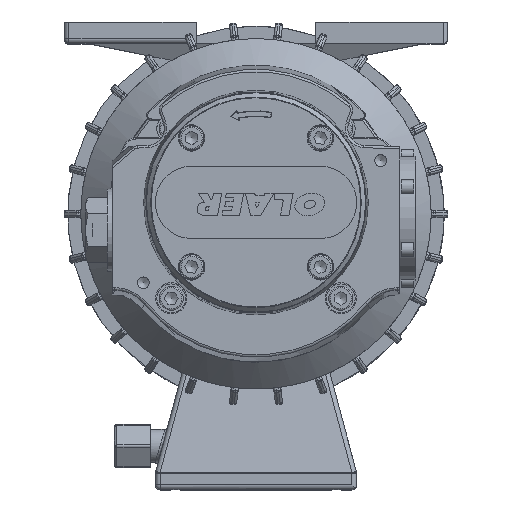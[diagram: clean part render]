
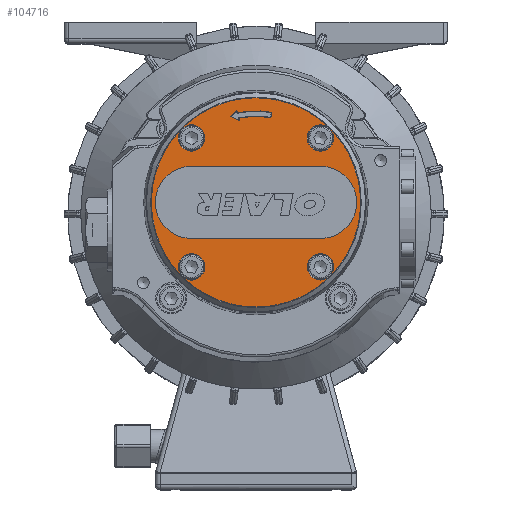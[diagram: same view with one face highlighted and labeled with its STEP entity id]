
A CAD part, top view. The second image highlights one B-rep face of the part: STEP entity #104716.
In plain terms, the highlighted planar face has unit normal (0, 0, 1).
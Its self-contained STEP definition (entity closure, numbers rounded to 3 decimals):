
#3100=PLANE('',#109821);
#4831=CIRCLE('',#109806,38.16);
#4834=CIRCLE('',#109814,35.808);
#4837=CIRCLE('',#109820,43.576);
#4838=CIRCLE('',#109822,15.);
#4839=CIRCLE('',#109823,15.);
#4840=CIRCLE('',#109824,5.5);
#4841=CIRCLE('',#109825,5.5);
#4842=CIRCLE('',#109826,5.5);
#4843=CIRCLE('',#109827,5.5);
#9496=LINE('',#182356,#13959);
#9498=LINE('',#182360,#13961);
#9500=LINE('',#182364,#13963);
#9502=LINE('',#182368,#13965);
#9503=LINE('',#182376,#13966);
#9504=LINE('',#182544,#13967);
#9505=LINE('',#182548,#13968);
#13959=VECTOR('',#122205,1000.);
#13961=VECTOR('',#122209,1000.);
#13963=VECTOR('',#122213,1000.);
#13965=VECTOR('',#122217,1000.);
#13966=VECTOR('',#122228,1000.);
#13967=VECTOR('',#122241,1000.);
#13968=VECTOR('',#122244,1000.);
#28821=ORIENTED_EDGE('',*,*,#44571,.T.);
#28822=ORIENTED_EDGE('',*,*,#44569,.T.);
#28823=ORIENTED_EDGE('',*,*,#44567,.T.);
#28824=ORIENTED_EDGE('',*,*,#44565,.T.);
#28825=ORIENTED_EDGE('',*,*,#44563,.T.);
#28826=ORIENTED_EDGE('',*,*,#44561,.T.);
#28827=ORIENTED_EDGE('',*,*,#44559,.T.);
#28828=ORIENTED_EDGE('',*,*,#44588,.T.);
#28829=ORIENTED_EDGE('',*,*,#44589,.T.);
#28830=ORIENTED_EDGE('',*,*,#44590,.T.);
#28831=ORIENTED_EDGE('',*,*,#44591,.T.);
#28832=ORIENTED_EDGE('',*,*,#44592,.T.);
#28833=ORIENTED_EDGE('',*,*,#44593,.T.);
#28834=ORIENTED_EDGE('',*,*,#44594,.T.);
#28835=ORIENTED_EDGE('',*,*,#44595,.T.);
#28836=ORIENTED_EDGE('',*,*,#44587,.F.);
#44559=EDGE_CURVE('',#53424,#53423,#4831,.T.);
#44561=EDGE_CURVE('',#53425,#53424,#9496,.T.);
#44563=EDGE_CURVE('',#53426,#53425,#9498,.T.);
#44565=EDGE_CURVE('',#53427,#53426,#9500,.T.);
#44567=EDGE_CURVE('',#53428,#53427,#9502,.T.);
#44569=EDGE_CURVE('',#53429,#53428,#4834,.T.);
#44571=EDGE_CURVE('',#53423,#53429,#9503,.T.);
#44587=EDGE_CURVE('',#53440,#53440,#4837,.T.);
#44588=EDGE_CURVE('',#53441,#53442,#4838,.T.);
#44589=EDGE_CURVE('',#53442,#53443,#9504,.T.);
#44590=EDGE_CURVE('',#53443,#53444,#4839,.T.);
#44591=EDGE_CURVE('',#53444,#53441,#9505,.T.);
#44592=EDGE_CURVE('',#53445,#53445,#4840,.T.);
#44593=EDGE_CURVE('',#53446,#53446,#4841,.T.);
#44594=EDGE_CURVE('',#53447,#53447,#4842,.T.);
#44595=EDGE_CURVE('',#53448,#53448,#4843,.T.);
#53423=VERTEX_POINT('',#182351);
#53424=VERTEX_POINT('',#182353);
#53425=VERTEX_POINT('',#182357);
#53426=VERTEX_POINT('',#182361);
#53427=VERTEX_POINT('',#182365);
#53428=VERTEX_POINT('',#182369);
#53429=VERTEX_POINT('',#182373);
#53440=VERTEX_POINT('',#182539);
#53441=VERTEX_POINT('',#182542);
#53442=VERTEX_POINT('',#182543);
#53443=VERTEX_POINT('',#182545);
#53444=VERTEX_POINT('',#182547);
#53445=VERTEX_POINT('',#182550);
#53446=VERTEX_POINT('',#182552);
#53447=VERTEX_POINT('',#182554);
#53448=VERTEX_POINT('',#182556);
#61920=EDGE_LOOP('',(#28821,#28822,#28823,#28824,#28825,#28826,#28827));
#61921=EDGE_LOOP('',(#28828,#28829,#28830,#28831));
#61922=EDGE_LOOP('',(#28832));
#61923=EDGE_LOOP('',(#28833));
#61924=EDGE_LOOP('',(#28834));
#61925=EDGE_LOOP('',(#28835));
#61926=EDGE_LOOP('',(#28836));
#67102=FACE_BOUND('',#61920,.T.);
#67103=FACE_BOUND('',#61921,.T.);
#67104=FACE_BOUND('',#61922,.T.);
#67105=FACE_BOUND('',#61923,.T.);
#67106=FACE_BOUND('',#61924,.T.);
#67107=FACE_BOUND('',#61925,.T.);
#67108=FACE_BOUND('',#61926,.T.);
#104716=ADVANCED_FACE('',(#67102,#67103,#67104,#67105,#67106,#67107,#67108),
#3100,.T.);
#109806=AXIS2_PLACEMENT_3D('',#182352,#122199,#122200);
#109814=AXIS2_PLACEMENT_3D('',#182372,#122222,#122223);
#109820=AXIS2_PLACEMENT_3D('',#182538,#122235,#122236);
#109821=AXIS2_PLACEMENT_3D('',#182540,#122237,#122238);
#109822=AXIS2_PLACEMENT_3D('',#182541,#122239,#122240);
#109823=AXIS2_PLACEMENT_3D('',#182546,#122242,#122243);
#109824=AXIS2_PLACEMENT_3D('',#182549,#122245,#122246);
#109825=AXIS2_PLACEMENT_3D('',#182551,#122247,#122248);
#109826=AXIS2_PLACEMENT_3D('',#182553,#122249,#122250);
#109827=AXIS2_PLACEMENT_3D('',#182555,#122251,#122252);
#122199=DIRECTION('',(0.,0.,-1.));
#122200=DIRECTION('',(0.174,0.985,0.));
#122205=DIRECTION('',(0.259,-0.966,0.));
#122209=DIRECTION('',(0.64,0.768,0.));
#122213=DIRECTION('',(-0.906,0.423,0.));
#122217=DIRECTION('',(0.259,-0.966,0.));
#122222=DIRECTION('',(0.,0.,1.));
#122223=DIRECTION('',(-0.174,-0.985,0.));
#122228=DIRECTION('',(-0.174,-0.985,0.));
#122235=DIRECTION('',(0.,0.,-1.));
#122236=DIRECTION('',(-1.,0.,0.));
#122237=DIRECTION('',(0.,0.,1.));
#122238=DIRECTION('',(0.,-1.,0.));
#122239=DIRECTION('',(0.,0.,-1.));
#122240=DIRECTION('',(0.,1.,0.));
#122241=DIRECTION('',(1.,0.,0.));
#122242=DIRECTION('',(0.,0.,-1.));
#122243=DIRECTION('',(0.,-1.,0.));
#122244=DIRECTION('',(-1.,0.,0.));
#122245=DIRECTION('',(0.,0.,-1.));
#122246=DIRECTION('',(-1.,0.,0.));
#122247=DIRECTION('',(0.,0.,-1.));
#122248=DIRECTION('',(0.,1.,0.));
#122249=DIRECTION('',(0.,0.,-1.));
#122250=DIRECTION('',(1.,0.,0.));
#122251=DIRECTION('',(0.,0.,-1.));
#122252=DIRECTION('',(0.,-1.,0.));
#182351=CARTESIAN_POINT('',(6.626,42.064,83.7));
#182352=CARTESIAN_POINT('',(0.,4.483,83.7));
#182353=CARTESIAN_POINT('',(-7.768,41.845,83.7));
#182356=CARTESIAN_POINT('',(-8.065,42.955,83.7));
#182357=CARTESIAN_POINT('',(-8.065,42.955,83.7));
#182360=CARTESIAN_POINT('',(-10.44,40.103,83.7));
#182361=CARTESIAN_POINT('',(-10.44,40.103,83.7));
#182364=CARTESIAN_POINT('',(-6.853,38.43,83.7));
#182365=CARTESIAN_POINT('',(-6.853,38.43,83.7));
#182368=CARTESIAN_POINT('',(-7.158,39.569,83.7));
#182369=CARTESIAN_POINT('',(-7.158,39.569,83.7));
#182372=CARTESIAN_POINT('',(0.,4.483,83.7));
#182373=CARTESIAN_POINT('',(6.218,39.747,83.7));
#182376=CARTESIAN_POINT('',(6.626,42.064,83.7));
#182538=CARTESIAN_POINT('',(0.,4.483,83.7));
#182539=CARTESIAN_POINT('',(-43.576,4.483,83.7));
#182540=CARTESIAN_POINT('',(22.889,4.483,83.7));
#182541=CARTESIAN_POINT('',(-27.,4.483,83.7));
#182542=CARTESIAN_POINT('',(-27.,-10.517,83.7));
#182543=CARTESIAN_POINT('',(-27.,19.483,83.7));
#182544=CARTESIAN_POINT('',(-27.,19.483,83.7));
#182545=CARTESIAN_POINT('',(27.,19.483,83.7));
#182546=CARTESIAN_POINT('',(27.,4.483,83.7));
#182547=CARTESIAN_POINT('',(27.,-10.517,83.7));
#182548=CARTESIAN_POINT('',(27.,-10.517,83.7));
#182549=CARTESIAN_POINT('',(-26.87,-22.387,83.7));
#182550=CARTESIAN_POINT('',(-32.37,-22.387,83.7));
#182551=CARTESIAN_POINT('',(-26.87,31.353,83.7));
#182552=CARTESIAN_POINT('',(-26.87,36.853,83.7));
#182553=CARTESIAN_POINT('',(26.87,31.353,83.7));
#182554=CARTESIAN_POINT('',(32.37,31.353,83.7));
#182555=CARTESIAN_POINT('',(26.87,-22.387,83.7));
#182556=CARTESIAN_POINT('',(26.87,-27.887,83.7));
